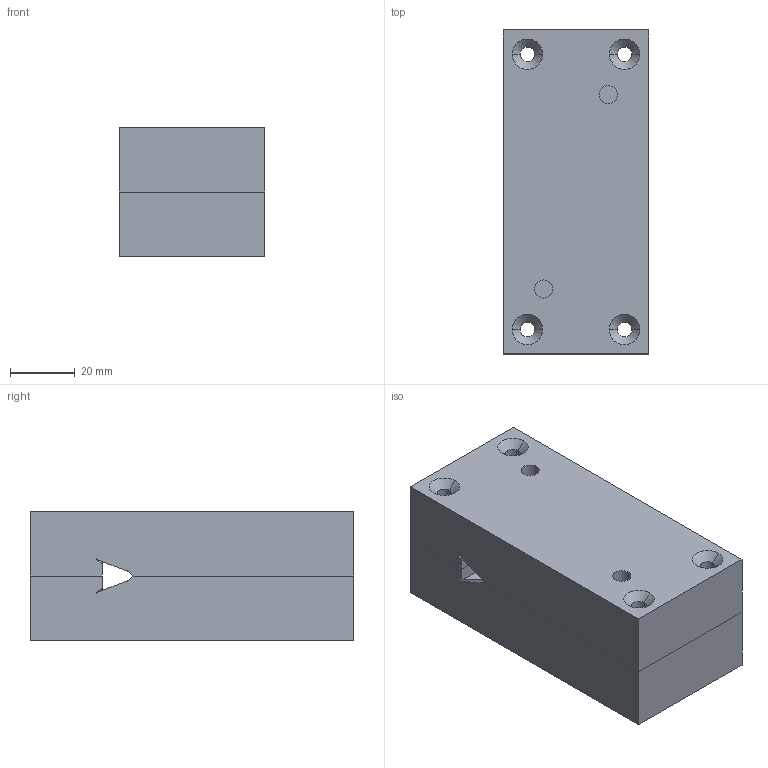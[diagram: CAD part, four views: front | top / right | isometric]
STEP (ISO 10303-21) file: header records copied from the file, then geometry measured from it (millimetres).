
FILE_DESCRIPTION (( 'STEP AP214' ), '1' );
FILE_NAME ('blade shoe-30B RevA.STEP', '2025-02-24T03:32:59', ( '' ), ( '' ), 'SwSTEP 2.0', 'SolidWorks 2019', '' );
FILE_SCHEMA (( 'AUTOMOTIVE_DESIGN' ));
Length unit declared in the file: millimetre
Products named in the file (1): blade shoe-30B RevA
Bounding box: 45 x 100 x 40 mm (x, y, z)
Volume: 160388.3 mm3; surface area: 34640.5 mm2
Topology: 2 solids, 2 shells, 80 faces, 194 edges, 126 vertices
Faces by surface type: plane 40, cylinder 32, cone 8
Entity records: 2425 total; most frequent: DIRECTION 428, CARTESIAN_POINT 401, ORIENTED_EDGE 388, EDGE_CURVE 194, AXIS2_PLACEMENT_3D 153, VERTEX_POINT 126, VECTOR 122, LINE 122
